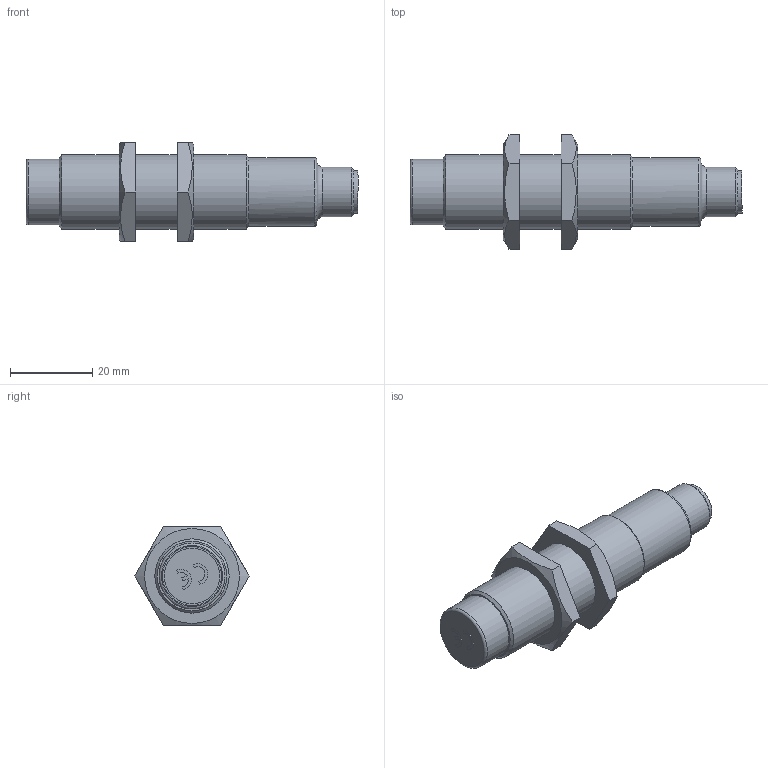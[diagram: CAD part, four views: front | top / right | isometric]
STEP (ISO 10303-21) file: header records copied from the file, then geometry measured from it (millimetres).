
FILE_DESCRIPTION((''),'2;1');
FILE_NAME('KJ8_M18MN80-V2.stp','2013-04-09T08:27:47',('henry.ebert'),(''),'Autodesk Inventor 2012','Autodesk Inventor 2012','');
FILE_SCHEMA(('AUTOMOTIVE_DESIGN { 1 0 10303 214 1 1 1 1 }'));
Length unit declared in the file: millimetre
Products named in the file (1): KJ8_M18MN80-V2_Konturvereinfachung_1
Bounding box: 80.52 x 27.71 x 24 mm (x, y, z)
Volume: 18659.4 mm3; surface area: 6444.4 mm2
Topology: 1 solids, 2 shells, 77 faces, 157 edges, 103 vertices
Faces by surface type: plane 46, cylinder 21, cone 6, torus 4
Full cylindrical faces by diameter (mm): 1.5 x8, 10.3 x1, 12 x1, 14.5 x1, 16 x1, 16.7 x1, 18 x3
Entity records: 1968 total; most frequent: CARTESIAN_POINT 328, DIRECTION 324, ORIENTED_EDGE 254, AXIS2_PLACEMENT_3D 131, EDGE_CURVE 127, EDGE_LOOP 122, VERTEX_POINT 99, STYLED_ITEM 78
